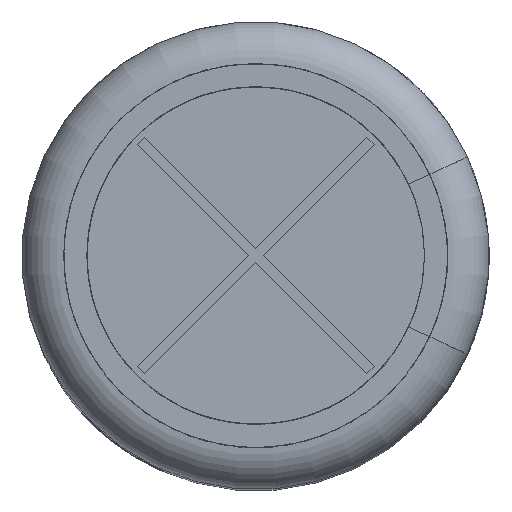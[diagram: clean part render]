
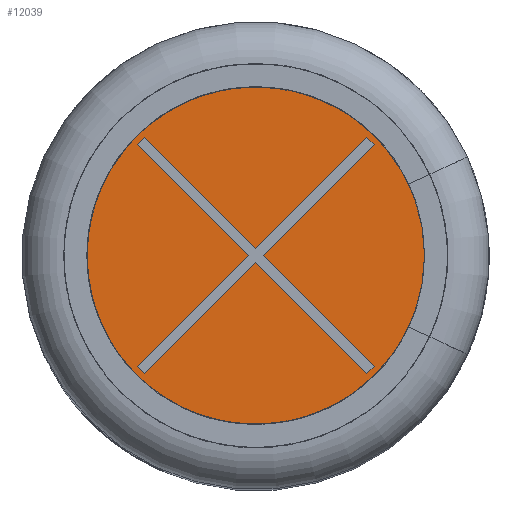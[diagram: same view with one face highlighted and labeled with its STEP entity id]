
A CAD part, top view. The second image highlights one B-rep face of the part: STEP entity #12039.
In plain terms, the highlighted planar face has unit normal (0, 0, 1).
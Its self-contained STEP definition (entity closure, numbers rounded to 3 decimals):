
#450=LINE('',#15670,#1104);
#453=LINE('',#15676,#1107);
#455=LINE('',#15680,#1109);
#457=LINE('',#15684,#1111);
#459=LINE('',#15688,#1113);
#461=LINE('',#15692,#1115);
#463=LINE('',#15696,#1117);
#465=LINE('',#15700,#1119);
#467=LINE('',#15704,#1121);
#469=LINE('',#15708,#1123);
#471=LINE('',#15712,#1125);
#473=LINE('',#15716,#1127);
#1104=VECTOR('',#13399,1000.);
#1107=VECTOR('',#13404,1000.);
#1109=VECTOR('',#13408,1000.);
#1111=VECTOR('',#13412,1000.);
#1113=VECTOR('',#13416,1000.);
#1115=VECTOR('',#13420,1000.);
#1117=VECTOR('',#13424,1000.);
#1119=VECTOR('',#13428,1000.);
#1121=VECTOR('',#13432,1000.);
#1123=VECTOR('',#13436,1000.);
#1125=VECTOR('',#13440,1000.);
#1127=VECTOR('',#13444,1000.);
#1946=ORIENTED_EDGE('',*,*,#4412,.T.);
#1947=ORIENTED_EDGE('',*,*,#4435,.T.);
#1948=ORIENTED_EDGE('',*,*,#4433,.T.);
#1949=ORIENTED_EDGE('',*,*,#4431,.T.);
#1950=ORIENTED_EDGE('',*,*,#4429,.T.);
#1951=ORIENTED_EDGE('',*,*,#4427,.T.);
#1952=ORIENTED_EDGE('',*,*,#4425,.T.);
#1953=ORIENTED_EDGE('',*,*,#4423,.T.);
#1954=ORIENTED_EDGE('',*,*,#4421,.T.);
#1955=ORIENTED_EDGE('',*,*,#4419,.T.);
#1956=ORIENTED_EDGE('',*,*,#4417,.T.);
#1957=ORIENTED_EDGE('',*,*,#4415,.T.);
#1958=ORIENTED_EDGE('',*,*,#4449,.F.);
#4412=EDGE_CURVE('',#5678,#5679,#450,.T.);
#4415=EDGE_CURVE('',#5680,#5678,#453,.T.);
#4417=EDGE_CURVE('',#5681,#5680,#455,.T.);
#4419=EDGE_CURVE('',#5682,#5681,#457,.T.);
#4421=EDGE_CURVE('',#5683,#5682,#459,.T.);
#4423=EDGE_CURVE('',#5684,#5683,#461,.T.);
#4425=EDGE_CURVE('',#5685,#5684,#463,.T.);
#4427=EDGE_CURVE('',#5686,#5685,#465,.T.);
#4429=EDGE_CURVE('',#5687,#5686,#467,.T.);
#4431=EDGE_CURVE('',#5688,#5687,#469,.T.);
#4433=EDGE_CURVE('',#5689,#5688,#471,.T.);
#4435=EDGE_CURVE('',#5679,#5689,#473,.T.);
#4449=EDGE_CURVE('',#5700,#5700,#6541,.T.);
#5678=VERTEX_POINT('',#15671);
#5679=VERTEX_POINT('',#15672);
#5680=VERTEX_POINT('',#15677);
#5681=VERTEX_POINT('',#15681);
#5682=VERTEX_POINT('',#15685);
#5683=VERTEX_POINT('',#15689);
#5684=VERTEX_POINT('',#15693);
#5685=VERTEX_POINT('',#15697);
#5686=VERTEX_POINT('',#15701);
#5687=VERTEX_POINT('',#15705);
#5688=VERTEX_POINT('',#15709);
#5689=VERTEX_POINT('',#15713);
#5700=VERTEX_POINT('',#15748);
#6541=CIRCLE('',#12590,7.399);
#6859=EDGE_LOOP('',(#1946,#1947,#1948,#1949,#1950,#1951,#1952,#1953,#1954,
#1955,#1956,#1957));
#6860=EDGE_LOOP('',(#1958));
#7489=FACE_BOUND('',#6859,.T.);
#7490=FACE_BOUND('',#6860,.T.);
#8105=PLANE('',#12591);
#12039=ADVANCED_FACE('',(#7489,#7490),#8105,.T.);
#12590=AXIS2_PLACEMENT_3D('',#15747,#13485,#13486);
#12591=AXIS2_PLACEMENT_3D('',#15749,#13487,#13488);
#13399=DIRECTION('',(0.707,0.707,0.));
#13404=DIRECTION('',(-0.707,0.707,0.));
#13408=DIRECTION('',(0.707,0.707,0.));
#13412=DIRECTION('',(-0.707,0.707,0.));
#13416=DIRECTION('',(-0.707,-0.707,0.));
#13420=DIRECTION('',(-0.707,0.707,0.));
#13424=DIRECTION('',(-0.707,-0.707,0.));
#13428=DIRECTION('',(0.707,-0.707,0.));
#13432=DIRECTION('',(-0.707,-0.707,0.));
#13436=DIRECTION('',(0.707,-0.707,0.));
#13440=DIRECTION('',(0.707,0.707,0.));
#13444=DIRECTION('',(0.707,-0.707,0.));
#13485=DIRECTION('',(0.,0.,-1.));
#13486=DIRECTION('',(-1.,0.,0.));
#13487=DIRECTION('',(0.,0.,1.));
#13488=DIRECTION('',(1.,0.,0.));
#15670=CARTESIAN_POINT('',(-4.276,4.559,35.28));
#15671=CARTESIAN_POINT('',(-4.559,4.276,35.28));
#15672=CARTESIAN_POINT('',(-4.276,4.559,35.28));
#15676=CARTESIAN_POINT('',(-0.283,0.,35.28));
#15677=CARTESIAN_POINT('',(-0.283,0.,35.28));
#15680=CARTESIAN_POINT('',(-0.283,0.,35.28));
#15681=CARTESIAN_POINT('',(-4.559,-4.276,35.28));
#15684=CARTESIAN_POINT('',(-4.276,-4.559,35.28));
#15685=CARTESIAN_POINT('',(-4.276,-4.559,35.28));
#15688=CARTESIAN_POINT('',(0.,-0.283,35.28));
#15689=CARTESIAN_POINT('',(0.,-0.283,35.28));
#15692=CARTESIAN_POINT('',(0.,-0.283,35.28));
#15693=CARTESIAN_POINT('',(4.276,-4.559,35.28));
#15696=CARTESIAN_POINT('',(4.559,-4.276,35.28));
#15697=CARTESIAN_POINT('',(4.559,-4.276,35.28));
#15700=CARTESIAN_POINT('',(0.283,0.,35.28));
#15701=CARTESIAN_POINT('',(0.283,0.,35.28));
#15704=CARTESIAN_POINT('',(0.283,0.,35.28));
#15705=CARTESIAN_POINT('',(4.559,4.276,35.28));
#15708=CARTESIAN_POINT('',(4.559,4.276,35.28));
#15709=CARTESIAN_POINT('',(4.276,4.559,35.28));
#15712=CARTESIAN_POINT('',(0.,0.283,35.28));
#15713=CARTESIAN_POINT('',(0.,0.283,35.28));
#15716=CARTESIAN_POINT('',(0.,0.283,35.28));
#15747=CARTESIAN_POINT('',(0.,0.,35.28));
#15748=CARTESIAN_POINT('',(-7.399,0.,35.28));
#15749=CARTESIAN_POINT('',(-7.399,0.,35.28));
